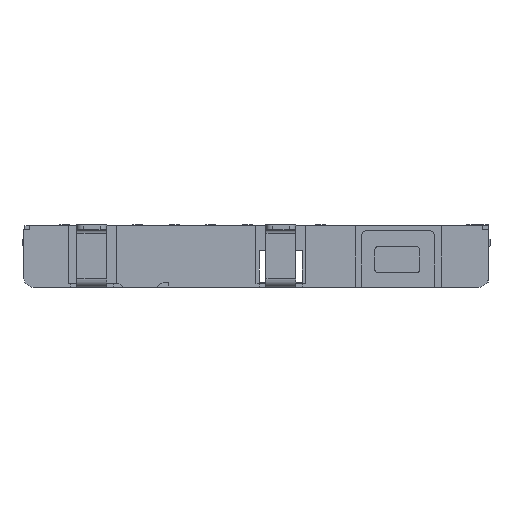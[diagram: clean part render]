
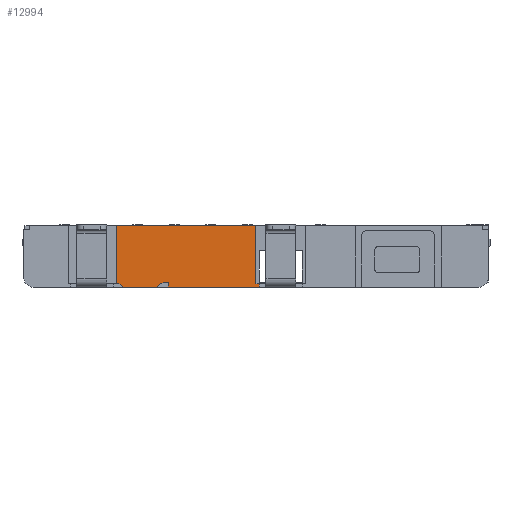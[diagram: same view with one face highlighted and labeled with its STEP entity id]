
A CAD part, left-side view. The second image highlights one B-rep face of the part: STEP entity #12994.
In plain terms, the highlighted planar face has unit normal (-1, 0, 0).
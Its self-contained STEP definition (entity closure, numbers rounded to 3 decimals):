
#1258=FACE_OUTER_BOUND('',#1978,.T.);
#1978=EDGE_LOOP('',(#11606,#11607,#11608,#11609,#11610,#11611,#11612,#11613,
#11614,#11615,#11616));
#2830=LINE('',#19713,#4331);
#2835=LINE('',#19724,#4336);
#2839=LINE('',#19733,#4340);
#2845=LINE('',#19743,#4346);
#2847=LINE('',#19747,#4348);
#2897=LINE('',#19871,#4398);
#2911=LINE('',#19900,#4412);
#2956=LINE('',#20012,#4457);
#3405=LINE('',#21160,#4906);
#3411=LINE('',#21167,#4912);
#3416=LINE('',#21177,#4917);
#4331=VECTOR('',#15997,1000.);
#4336=VECTOR('',#16004,1000.);
#4340=VECTOR('',#16010,1000.);
#4346=VECTOR('',#16020,1000.);
#4348=VECTOR('',#16024,1000.);
#4398=VECTOR('',#16140,1000.);
#4412=VECTOR('',#16160,1000.);
#4457=VECTOR('',#16267,1000.);
#4906=VECTOR('',#17378,1000.);
#4912=VECTOR('',#17386,1000.);
#4917=VECTOR('',#17399,1000.);
#5727=VERTEX_POINT('',#19711);
#5728=VERTEX_POINT('',#19712);
#5731=VERTEX_POINT('',#19720);
#5733=VERTEX_POINT('',#19723);
#5736=VERTEX_POINT('',#19730);
#5737=VERTEX_POINT('',#19732);
#5740=VERTEX_POINT('',#19746);
#5780=VERTEX_POINT('',#19869);
#5781=VERTEX_POINT('',#19870);
#5792=VERTEX_POINT('',#19898);
#5793=VERTEX_POINT('',#19899);
#7287=EDGE_CURVE('',#5727,#5728,#2830,.T.);
#7292=EDGE_CURVE('',#5733,#5731,#2835,.T.);
#7296=EDGE_CURVE('',#5737,#5736,#2839,.T.);
#7302=EDGE_CURVE('',#5728,#5736,#2845,.T.);
#7304=EDGE_CURVE('',#5740,#5733,#2847,.T.);
#7366=EDGE_CURVE('',#5780,#5781,#2897,.T.);
#7380=EDGE_CURVE('',#5792,#5793,#2911,.T.);
#7437=EDGE_CURVE('',#5792,#5781,#2956,.T.);
#8013=EDGE_CURVE('',#5731,#5737,#3405,.T.);
#8019=EDGE_CURVE('',#5793,#5727,#3411,.T.);
#8024=EDGE_CURVE('',#5780,#5740,#3416,.T.);
#11606=ORIENTED_EDGE('',*,*,#7380,.F.);
#11607=ORIENTED_EDGE('',*,*,#7437,.T.);
#11608=ORIENTED_EDGE('',*,*,#7366,.F.);
#11609=ORIENTED_EDGE('',*,*,#8024,.T.);
#11610=ORIENTED_EDGE('',*,*,#7304,.T.);
#11611=ORIENTED_EDGE('',*,*,#7292,.T.);
#11612=ORIENTED_EDGE('',*,*,#8013,.T.);
#11613=ORIENTED_EDGE('',*,*,#7296,.T.);
#11614=ORIENTED_EDGE('',*,*,#7302,.F.);
#11615=ORIENTED_EDGE('',*,*,#7287,.F.);
#11616=ORIENTED_EDGE('',*,*,#8019,.F.);
#12354=PLANE('',#14020);
#12994=ADVANCED_FACE('',(#1258),#12354,.T.);
#14020=AXIS2_PLACEMENT_3D('',#21186,#17408,#17409);
#15997=DIRECTION('',(0.,0.,1.));
#16004=DIRECTION('',(0.,-0.814,-0.581));
#16010=DIRECTION('',(0.,-0.814,0.581));
#16020=DIRECTION('',(0.,1.,0.));
#16024=DIRECTION('',(0.,0.,-1.));
#16140=DIRECTION('',(0.,0.,-1.));
#16160=DIRECTION('',(0.,0.,-1.));
#16267=DIRECTION('',(0.,1.,0.));
#17378=DIRECTION('',(0.,-1.,0.));
#17386=DIRECTION('',(0.,1.,0.));
#17399=DIRECTION('',(0.,1.,0.));
#17408=DIRECTION('center_axis',(-1.,0.,0.));
#17409=DIRECTION('ref_axis',(0.,-1.,0.));
#19711=CARTESIAN_POINT('',(-8.63,2.631,-1.851));
#19712=CARTESIAN_POINT('',(-8.63,2.631,-1.701));
#19713=CARTESIAN_POINT('',(-8.63,2.631,-1.851));
#19720=CARTESIAN_POINT('',(-8.63,3.971,-1.851));
#19723=CARTESIAN_POINT('',(-8.63,4.181,-1.701));
#19724=CARTESIAN_POINT('',(-8.63,4.181,-1.701));
#19730=CARTESIAN_POINT('',(-8.63,2.781,-1.701));
#19732=CARTESIAN_POINT('',(-8.63,2.991,-1.851));
#19733=CARTESIAN_POINT('',(-8.63,2.991,-1.851));
#19743=CARTESIAN_POINT('',(-8.63,2.631,-1.701));
#19746=CARTESIAN_POINT('',(-8.63,4.181,-0.001));
#19747=CARTESIAN_POINT('',(-8.63,4.181,-0.001));
#19869=CARTESIAN_POINT('',(-8.63,-0.019,-0.001));
#19870=CARTESIAN_POINT('',(-8.63,-0.019,-1.751));
#19871=CARTESIAN_POINT('',(-8.63,-0.019,-0.001));
#19898=CARTESIAN_POINT('',(-8.63,-0.119,-1.751));
#19899=CARTESIAN_POINT('',(-8.63,-0.119,-1.851));
#19900=CARTESIAN_POINT('',(-8.63,-0.119,-1.751));
#20012=CARTESIAN_POINT('',(-8.63,-0.119,-1.751));
#21160=CARTESIAN_POINT('',(-8.63,3.971,-1.851));
#21167=CARTESIAN_POINT('',(-8.63,-0.119,-1.851));
#21177=CARTESIAN_POINT('',(-8.63,-0.019,-0.001));
#21186=CARTESIAN_POINT('Origin',(-8.63,-6.829,-0.001));
